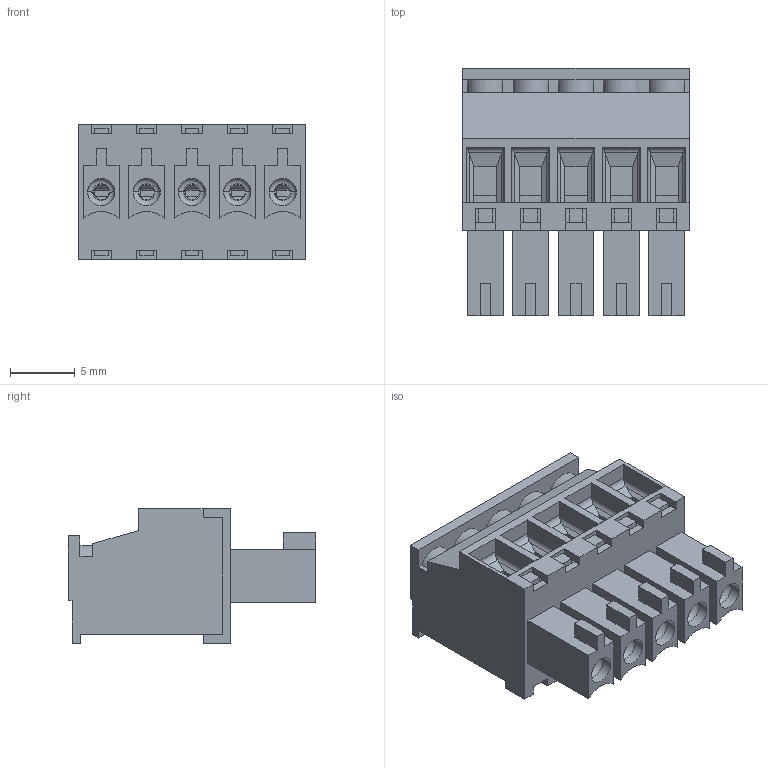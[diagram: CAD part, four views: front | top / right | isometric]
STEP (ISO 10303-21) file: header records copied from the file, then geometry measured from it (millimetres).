
FILE_DESCRIPTION (( 'STEP AP214' ), '1' );
FILE_NAME ('15EDGKA-3.5-05P-14-00AH.STEP', '2017-04-27T23:00:20', ( 'SIG' ), ( '' ), 'SwSTEP 2.0', 'SolidWorks 2014', '' );
FILE_SCHEMA (( 'AUTOMOTIVE_DESIGN' ));
Length unit declared in the file: millimetre
Products named in the file (23): 15EDGKA-3.5_screw; 15EDGKA-3.5; 15EDGKA-3.5_klamper; 15EDGKA-3.5_spring; 15EDGKA-3.5 bot-cap; 15EDGKA-3.5-05P-14-00AH
Assembly tree (17 placements, depth 2):
  15EDGKA-3.5_screw
  15EDGKA-3.5_screw
  15EDGKA-3.5_klamper
  15EDGKA-3.5_klamper
  15EDGKA-3.5_screw
Bounding box: 17.5 x 19.1 x 10.4 mm (x, y, z)
Volume: 1397.1 mm3; surface area: 5289.3 mm2
Topology: 17 solids, 17 shells, 1232 faces, 3049 edges, 1851 vertices
Faces by surface type: plane 992, cylinder 205, torus 25, cone 10
Entity records: 22772 total; most frequent: CARTESIAN_POINT 4025, ORIENTED_EDGE 3898, DIRECTION 3605, EDGE_CURVE 1949, VECTOR 1719, LINE 1719, VERTEX_POINT 1239, AXIS2_PLACEMENT_3D 943
